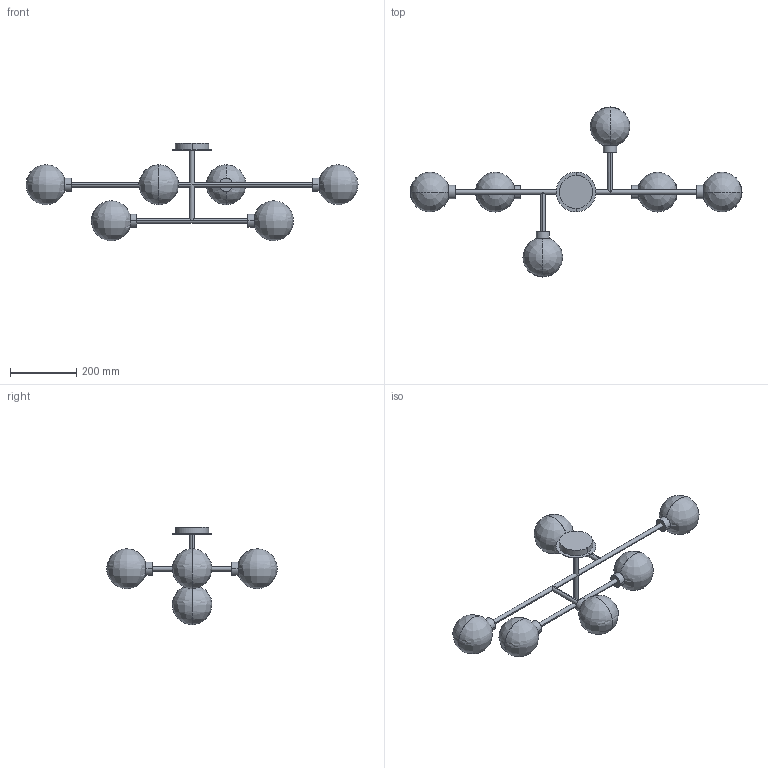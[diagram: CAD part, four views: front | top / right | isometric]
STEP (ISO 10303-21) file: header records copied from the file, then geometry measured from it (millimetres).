
FILE_DESCRIPTION(/* description */ (''),/* implementation_level */ '2;1');
FILE_NAME(/* name */ '1744.286_DOM',/* time_stamp */ '2023-01-24T15:17:09+01:00',/* author */ (''),/* organization */ (''),/* preprocessor_version */ 'ST-DEVELOPER v16.5',/* originating_system */ 'Rhino 7.15',/* authorisation */ '');
FILE_SCHEMA (('CONFIG_CONTROL_DESIGN'));
Length unit declared in the file: millimetre
Products named in the file (1): Document
Bounding box: 999.97 x 512.95 x 293.6 mm (x, y, z)
Volume: 1156544.8 mm3; surface area: 711389.8 mm2
Topology: 21 solids, 25 shells, 108 faces, 248 edges, 132 vertices
Faces by surface type: bspline 40, cylinder 38, plane 30
Entity records: 3587 total; most frequent: CARTESIAN_POINT 2153, ORIENTED_EDGE 374, EDGE_CURVE 196, VERTEX_POINT 132, ADVANCED_FACE 108, FACE_OUTER_BOUND 108, EDGE_LOOP 108, DIRECTION 74
